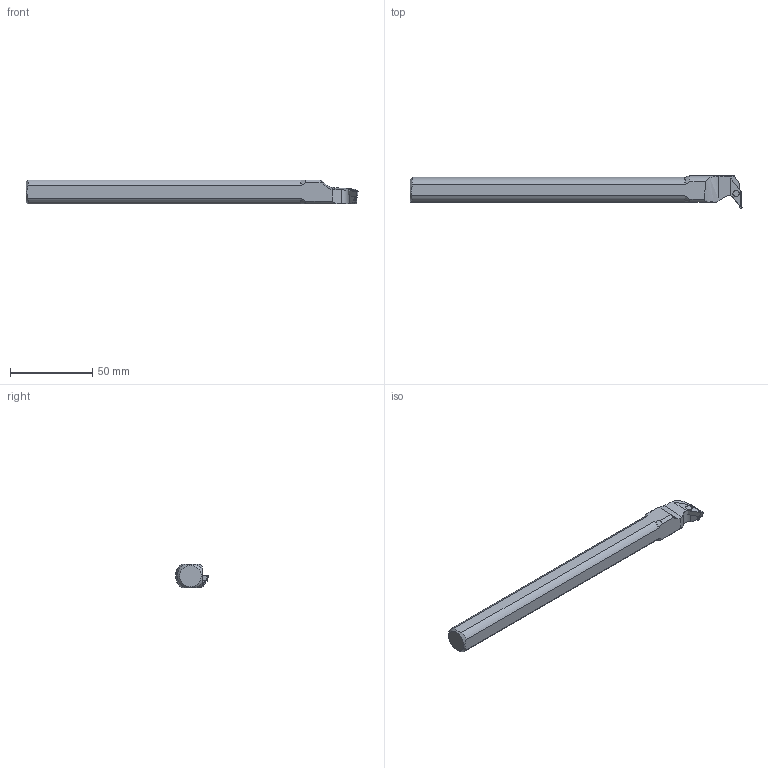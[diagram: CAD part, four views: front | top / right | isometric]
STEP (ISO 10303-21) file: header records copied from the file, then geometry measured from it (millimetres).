
FILE_DESCRIPTION(/* description */ (''),/* implementation_level */ '2;1');
FILE_NAME(/* name */ 'A16RSVUBL11_SIM.stp',/* time_stamp */ '2022-11-14T09:31:51+01:00',/* author */ (''),/* organization */ (''),/* preprocessor_version */ 'ST-DEVELOPER v18.102',/* originating_system */ 'SIEMENS PLM Software NX 2027',/* authorisation */ '');
FILE_SCHEMA (('AUTOMOTIVE_DESIGN { 1 0 10303 214 3 1 1 1 }'));
Length unit declared in the file: millimetre
Products named in the file (1): model1
Bounding box: 201.45 x 19.86 x 14.5 mm (x, y, z)
Volume: 37003 mm3; surface area: 10461.4 mm2
Topology: 2 solids, 3 shells, 47 faces, 121 edges, 80 vertices
Faces by surface type: plane 17, cylinder 12, torus 9, cone 7, extrusion 2
Full cylindrical faces by diameter (mm): 2.8 x1, 3.8 x1
Entity records: 1633 total; most frequent: CARTESIAN_POINT 501, ORIENTED_EDGE 232, DIRECTION 216, EDGE_CURVE 116, AXIS2_PLACEMENT_3D 85, VERTEX_POINT 79, EDGE_LOOP 53, ADVANCED_FACE 47
